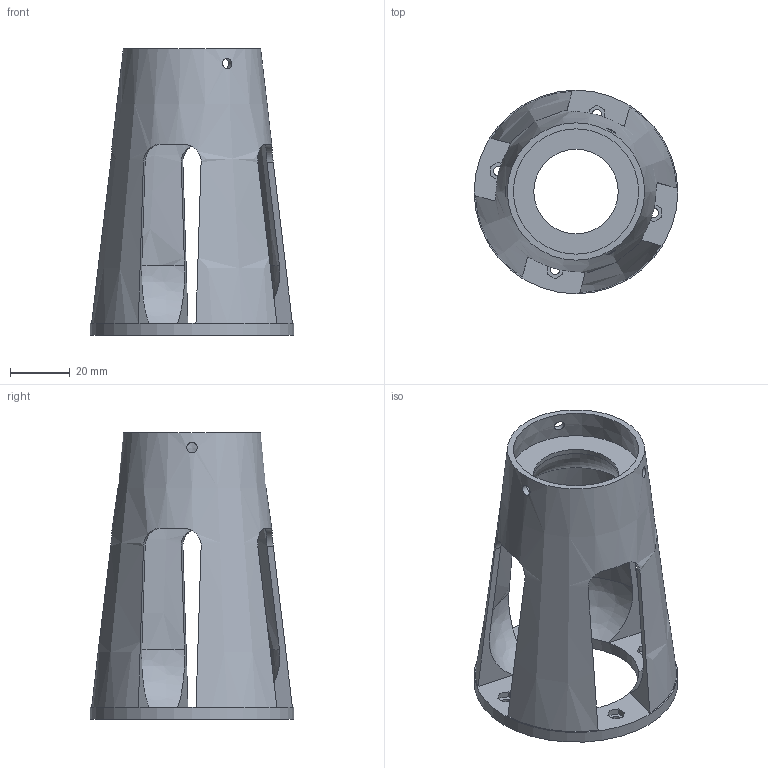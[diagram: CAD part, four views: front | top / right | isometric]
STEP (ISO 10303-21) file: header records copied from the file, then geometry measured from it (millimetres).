
FILE_DESCRIPTION(/* description */ (''),/* implementation_level */ '2;1');
FILE_NAME(/* name */ 'fixed head fixture.step',/* time_stamp */ '2020-12-06T02:32:27-08:00',/* author */ (''),/* organization */ (''),/* preprocessor_version */ 'ST-DEVELOPER v18.1',/* originating_system */ 'Autodesk Translation Framework v9.3.0.1241',/* authorisation */ '');
FILE_SCHEMA (('AUTOMOTIVE_DESIGN { 1 0 10303 214 3 1 1 }'));
Length unit declared in the file: millimetre
Products named in the file (1): fixed head fixture
Bounding box: 68.25 x 68.25 x 96 mm (x, y, z)
Volume: 46837.7 mm3; surface area: 29672.1 mm2
Topology: 1 solids, 1 shells, 70 faces, 223 edges, 153 vertices
Faces by surface type: plane 44, cylinder 17, bspline 4, cone 4, torus 1
Full cylindrical faces by diameter (mm): 3 x4, 3.5 x3, 42 x1, 68.252 x1
Entity records: 2982 total; most frequent: CARTESIAN_POINT 1061, ORIENTED_EDGE 446, DIRECTION 331, EDGE_CURVE 223, VERTEX_POINT 153, AXIS2_PLACEMENT_3D 111, LINE 109, VECTOR 109
